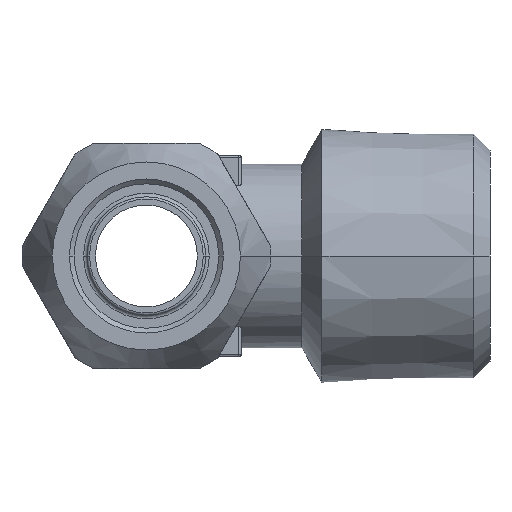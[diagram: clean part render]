
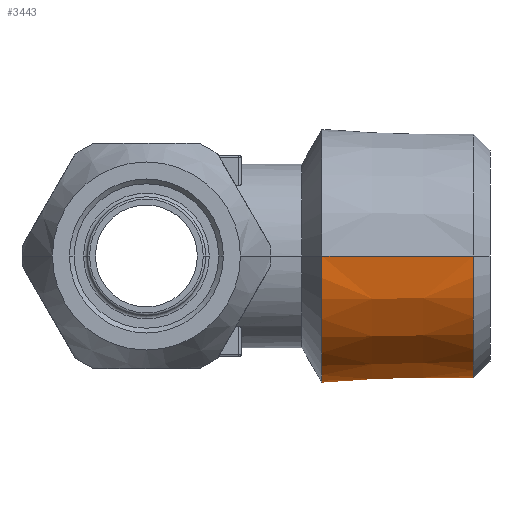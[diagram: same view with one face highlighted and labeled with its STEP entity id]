
A CAD part, left-side view. The second image highlights one B-rep face of the part: STEP entity #3443.
In plain terms, the highlighted conical face has half-angle 1.78 degrees and reference radius 10.487 mm.
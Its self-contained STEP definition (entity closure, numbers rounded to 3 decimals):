
#784=CARTESIAN_POINT('',(0.,-14.819,0.));
#785=DIRECTION('',(0.,-1.,0.));
#786=DIRECTION('',(-1.,0.,0.));
#787=AXIS2_PLACEMENT_3D('',#784,#785,#786);
#802=DIRECTION('',(-0.031,-1.,0.));
#803=VECTOR('',#802,12.788);
#804=CARTESIAN_POINT('',(10.686,-14.819,0.));
#805=LINE('',#804,#803);
#806=DIRECTION('',(0.031,-1.,0.));
#807=VECTOR('',#806,12.788);
#808=CARTESIAN_POINT('',(-10.686,-14.819,0.));
#809=LINE('',#808,#807);
#833=CARTESIAN_POINT('',(0.,-27.6,0.));
#834=DIRECTION('',(0.,1.,0.));
#835=DIRECTION('',(1.,0.,0.));
#836=AXIS2_PLACEMENT_3D('',#833,#834,#835);
#2322=CARTESIAN_POINT('',(10.289,-27.6,0.));
#2324=VERTEX_POINT('',#2322);
#2326=CARTESIAN_POINT('',(-10.289,-27.6,0.));
#2328=VERTEX_POINT('',#2326);
#2330=CARTESIAN_POINT('',(10.686,-14.819,0.));
#2331=CARTESIAN_POINT('',(-10.686,-14.819,0.));
#2332=VERTEX_POINT('',#2330);
#2333=VERTEX_POINT('',#2331);
#3429=CARTESIAN_POINT('',(0.,-21.209,0.));
#3430=DIRECTION('',(0.,1.,0.));
#3431=DIRECTION('',(1.,0.,0.));
#3432=AXIS2_PLACEMENT_3D('',#3429,#3430,#3431);
#3433=CONICAL_SURFACE('',#3432,10.487,1.78);
#3434=ORIENTED_EDGE('',*,*,#3419,.F.);
#3436=ORIENTED_EDGE('',*,*,#3435,.T.);
#3438=ORIENTED_EDGE('',*,*,#3437,.F.);
#3440=ORIENTED_EDGE('',*,*,#3439,.F.);
#3441=EDGE_LOOP('',(#3434,#3436,#3438,#3440));
#3442=FACE_OUTER_BOUND('',#3441,.F.);
#3443=ADVANCED_FACE('',(#3442),#3433,.T.);
#788=CIRCLE('',#787,10.686);
#837=CIRCLE('',#836,10.289);
#3419=EDGE_CURVE('',#2333,#2332,#788,.T.);
#3435=EDGE_CURVE('',#2333,#2328,#809,.T.);
#3437=EDGE_CURVE('',#2324,#2328,#837,.T.);
#3439=EDGE_CURVE('',#2332,#2324,#805,.T.);
